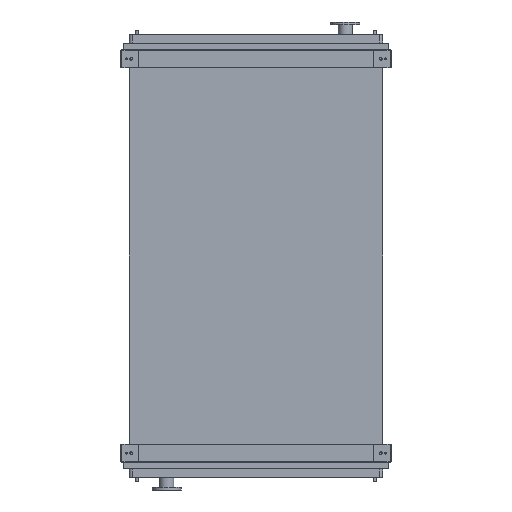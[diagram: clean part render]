
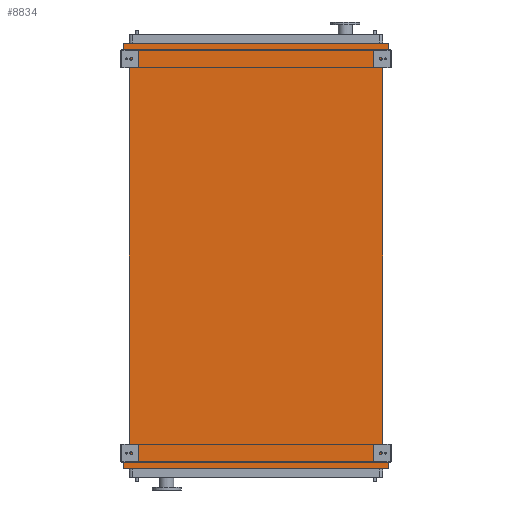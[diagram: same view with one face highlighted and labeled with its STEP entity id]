
A CAD part, front view. The second image highlights one B-rep face of the part: STEP entity #8834.
In plain terms, the highlighted planar face has unit normal (0, -1, 0).
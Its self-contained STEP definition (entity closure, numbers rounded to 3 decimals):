
#201 = ORIENTED_EDGE ( 'NONE', *, *, #19400, .F. ) ;
#897 = CARTESIAN_POINT ( 'NONE',  ( -1011., 0., -3145. ) ) ;
#1155 = LINE ( 'NONE', #16480, #7036 ) ;
#1452 = VERTEX_POINT ( 'NONE', #7079 ) ;
#2127 = DIRECTION ( 'NONE',  ( 0., 0., -1. ) ) ;
#3165 = CARTESIAN_POINT ( 'NONE',  ( 1011., 0., -3145. ) ) ;
#3460 = DIRECTION ( 'NONE',  ( 0., 0., -1. ) ) ;
#3635 = CARTESIAN_POINT ( 'NONE',  ( -1011., 0., 53. ) ) ;
#3677 = LINE ( 'NONE', #17015, #15867 ) ;
#4176 = VERTEX_POINT ( 'NONE', #13467 ) ;
#4416 = DIRECTION ( 'NONE',  ( -0.655, 0., 0.755 ) ) ;
#5082 = ORIENTED_EDGE ( 'NONE', *, *, #19317, .F. ) ;
#5173 = VERTEX_POINT ( 'NONE', #24531 ) ;
#5343 = VECTOR ( 'NONE', #21582, 1000. ) ;
#5823 = DIRECTION ( 'NONE',  ( 0.655, 0., -0.755 ) ) ;
#5827 = VERTEX_POINT ( 'NONE', #18712 ) ;
#6070 = CARTESIAN_POINT ( 'NONE',  ( 1011., 0., 95. ) ) ;
#6242 = CARTESIAN_POINT ( 'NONE',  ( -965., 0., 0. ) ) ;
#6508 = ORIENTED_EDGE ( 'NONE', *, *, #17655, .T. ) ;
#7036 = VECTOR ( 'NONE', #3460, 1000. ) ;
#7079 = CARTESIAN_POINT ( 'NONE',  ( -1011., 0., 95. ) ) ;
#7106 = ORIENTED_EDGE ( 'NONE', *, *, #18328, .F. ) ;
#7187 = VECTOR ( 'NONE', #22034, 1000. ) ;
#7694 = ORIENTED_EDGE ( 'NONE', *, *, #11098, .F. ) ;
#7915 = VECTOR ( 'NONE', #22659, 1000. ) ;
#8109 = VERTEX_POINT ( 'NONE', #6070 ) ;
#8834 = ADVANCED_FACE ( 'NONE', ( #10165 ), #24821, .T. ) ;
#8894 = ORIENTED_EDGE ( 'NONE', *, *, #18840, .F. ) ;
#9706 = VERTEX_POINT ( 'NONE', #22302 ) ;
#9863 = LINE ( 'NONE', #15647, #19122 ) ;
#10009 = CARTESIAN_POINT ( 'NONE',  ( 1011., 0., 53. ) ) ;
#10165 = FACE_OUTER_BOUND ( 'NONE', #17925, .T. ) ;
#10767 = VECTOR ( 'NONE', #21798, 1000. ) ;
#10828 = LINE ( 'NONE', #12187, #5343 ) ;
#11066 = VECTOR ( 'NONE', #17394, 1000. ) ;
#11098 = EDGE_CURVE ( 'NONE', #1452, #8109, #12581, .T. ) ;
#11954 = ORIENTED_EDGE ( 'NONE', *, *, #18516, .F. ) ;
#12187 = CARTESIAN_POINT ( 'NONE',  ( 965., 0., -3050. ) ) ;
#12510 = ORIENTED_EDGE ( 'NONE', *, *, #18658, .F. ) ;
#12581 = LINE ( 'NONE', #12599, #7187 ) ;
#12599 = CARTESIAN_POINT ( 'NONE',  ( -1011., 0., 95. ) ) ;
#12993 = CARTESIAN_POINT ( 'NONE',  ( -965., 0., -3050. ) ) ;
#13367 = DIRECTION ( 'NONE',  ( 0., -1., 0. ) ) ;
#13467 = CARTESIAN_POINT ( 'NONE',  ( -1011., 0., 53. ) ) ;
#13651 = CARTESIAN_POINT ( 'NONE',  ( -1011., 0., -3103. ) ) ;
#13822 = LINE ( 'NONE', #3165, #23390 ) ;
#14126 = VECTOR ( 'NONE', #4416, 1000. ) ;
#14220 = ORIENTED_EDGE ( 'NONE', *, *, #19091, .F. ) ;
#14634 = EDGE_CURVE ( 'NONE', #16701, #5827, #9863, .T. ) ;
#15198 = VERTEX_POINT ( 'NONE', #23075 ) ;
#15304 = LINE ( 'NONE', #6242, #14126 ) ;
#15647 = CARTESIAN_POINT ( 'NONE',  ( -965., 0., -3050. ) ) ;
#15685 = CARTESIAN_POINT ( 'NONE',  ( 965., 0., 0. ) ) ;
#15867 = VECTOR ( 'NONE', #5823, 1000. ) ;
#16480 = CARTESIAN_POINT ( 'NONE',  ( 1011., 0., 95. ) ) ;
#16529 = VERTEX_POINT ( 'NONE', #20148 ) ;
#16701 = VERTEX_POINT ( 'NONE', #12993 ) ;
#16762 = CARTESIAN_POINT ( 'NONE',  ( 1011., 0., -3103. ) ) ;
#17015 = CARTESIAN_POINT ( 'NONE',  ( 965., 0., -3050. ) ) ;
#17394 = DIRECTION ( 'NONE',  ( -0.655, 0., -0.755 ) ) ;
#17655 = EDGE_CURVE ( 'NONE', #20398, #20424, #10828, .T. ) ;
#17925 = EDGE_LOOP ( 'NONE', ( #6508, #7106, #11954, #7694, #12510, #18105, #23191, #8894, #18704, #14220, #5082, #201 ) ) ;
#18001 = VECTOR ( 'NONE', #23160, 1000. ) ;
#18105 = ORIENTED_EDGE ( 'NONE', *, *, #18800, .F. ) ;
#18328 = EDGE_CURVE ( 'NONE', #19151, #20424, #21010, .T. ) ;
#18516 = EDGE_CURVE ( 'NONE', #8109, #19151, #1155, .T. ) ;
#18658 = EDGE_CURVE ( 'NONE', #4176, #1452, #22796, .T. ) ;
#18704 = ORIENTED_EDGE ( 'NONE', *, *, #18984, .F. ) ;
#18712 = CARTESIAN_POINT ( 'NONE',  ( -965., 0., 0. ) ) ;
#18800 = EDGE_CURVE ( 'NONE', #5827, #4176, #15304, .T. ) ;
#18840 = EDGE_CURVE ( 'NONE', #16529, #16701, #23086, .T. ) ;
#18984 = EDGE_CURVE ( 'NONE', #5173, #16529, #24596, .T. ) ;
#19091 = EDGE_CURVE ( 'NONE', #9706, #5173, #13822, .T. ) ;
#19122 = VECTOR ( 'NONE', #21265, 1000. ) ;
#19151 = VERTEX_POINT ( 'NONE', #24073 ) ;
#19182 = VECTOR ( 'NONE', #24497, 1000. ) ;
#19317 = EDGE_CURVE ( 'NONE', #15198, #9706, #24271, .T. ) ;
#19400 = EDGE_CURVE ( 'NONE', #20398, #15198, #3677, .T. ) ;
#19401 = CARTESIAN_POINT ( 'NONE',  ( 965., 0., -3050. ) ) ;
#19564 = AXIS2_PLACEMENT_3D ( 'NONE', #20932, #13367, #2127 ) ;
#20148 = CARTESIAN_POINT ( 'NONE',  ( -1011., 0., -3103. ) ) ;
#20398 = VERTEX_POINT ( 'NONE', #19401 ) ;
#20424 = VERTEX_POINT ( 'NONE', #15685 ) ;
#20932 = CARTESIAN_POINT ( 'NONE',  ( -965., 0., -3050. ) ) ;
#21010 = LINE ( 'NONE', #10009, #11066 ) ;
#21265 = DIRECTION ( 'NONE',  ( 0., 0., 1. ) ) ;
#21582 = DIRECTION ( 'NONE',  ( 0., 0., 1. ) ) ;
#21798 = DIRECTION ( 'NONE',  ( 0., 0., 1. ) ) ;
#21878 = DIRECTION ( 'NONE',  ( -1., 0., 0. ) ) ;
#22034 = DIRECTION ( 'NONE',  ( 1., 0., 0. ) ) ;
#22302 = CARTESIAN_POINT ( 'NONE',  ( 1011., 0., -3145. ) ) ;
#22659 = DIRECTION ( 'NONE',  ( 0., 0., 1. ) ) ;
#22796 = LINE ( 'NONE', #3635, #7915 ) ;
#23075 = CARTESIAN_POINT ( 'NONE',  ( 1011., 0., -3103. ) ) ;
#23086 = LINE ( 'NONE', #13651, #18001 ) ;
#23160 = DIRECTION ( 'NONE',  ( 0.655, 0., 0.755 ) ) ;
#23191 = ORIENTED_EDGE ( 'NONE', *, *, #14634, .F. ) ;
#23390 = VECTOR ( 'NONE', #21878, 1000. ) ;
#24073 = CARTESIAN_POINT ( 'NONE',  ( 1011., 0., 53. ) ) ;
#24271 = LINE ( 'NONE', #16762, #19182 ) ;
#24497 = DIRECTION ( 'NONE',  ( 0., 0., -1. ) ) ;
#24531 = CARTESIAN_POINT ( 'NONE',  ( -1011., 0., -3145. ) ) ;
#24596 = LINE ( 'NONE', #897, #10767 ) ;
#24821 = PLANE ( 'NONE',  #19564 ) ;
